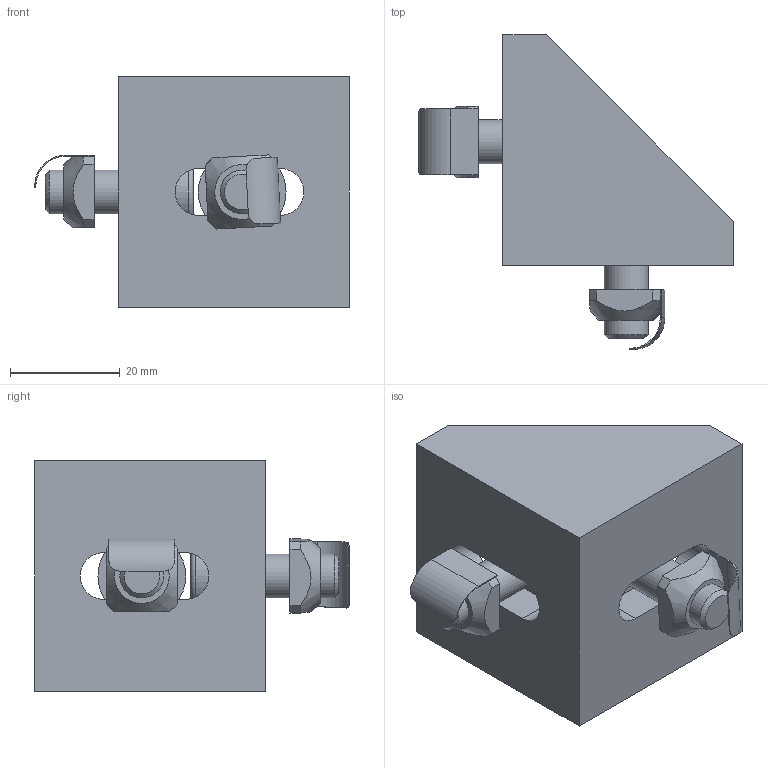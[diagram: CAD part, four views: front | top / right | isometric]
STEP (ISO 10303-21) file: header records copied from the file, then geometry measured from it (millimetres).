
FILE_DESCRIPTION(/* description */ ('mit Gleitmuttern M08 mit Federblech'),/* implementation_level */ '2;1');
FILE_NAME(/* name */ '211133-7.step',/* time_stamp */ '2021-08-26T14:20:38+02:00',/* author */ ('MuellerJ'),/* organization */ (''),/* preprocessor_version */ 'ST-DEVELOPER v18.1',/* originating_system */ 'Autodesk Inventor 2021',/* authorisation */ '');
FILE_SCHEMA (('AUTOMOTIVE_DESIGN { 1 0 10303 214 3 1 1 }'));
Length unit declared in the file: millimetre
Products named in the file (5): leer; 21-1133-12FZ.000; leer_1; 21-1351-2FZ.005; leer_2
Assembly tree (7 placements, depth 2):
  leer
    21-1133-12FZ.000
    leer_1  x2
    21-1351-2FZ.005  x2
    leer_2  x2
Bounding box: 57.3 x 57.3 x 42 mm (x, y, z)
Volume: 32045.7 mm3; surface area: 15189.8 mm2
Topology: 7 solids, 7 shells, 98 faces, 246 edges, 164 vertices
Faces by surface type: plane 66, cylinder 22, cone 6, torus 4
Full cylindrical faces by diameter (mm): 8 x4, 8.4 x2, 13 x2, 16 x2
Entity records: 2012 total; most frequent: CARTESIAN_POINT 388, DIRECTION 302, ORIENTED_EDGE 298, EDGE_CURVE 149, AXIS2_PLACEMENT_3D 102, VERTEX_POINT 100, LINE 98, VECTOR 98
